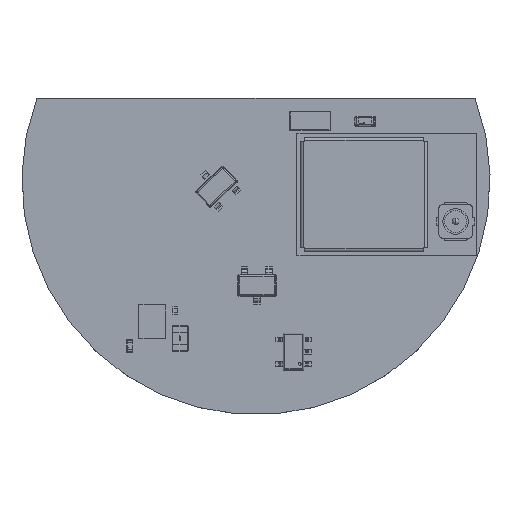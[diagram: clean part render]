
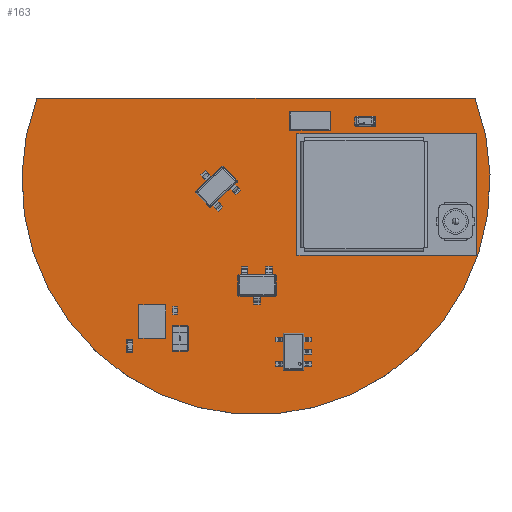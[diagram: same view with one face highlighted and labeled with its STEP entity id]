
A CAD part, top view. The second image highlights one B-rep face of the part: STEP entity #163.
In plain terms, the highlighted planar face has unit normal (0, 0, 1).
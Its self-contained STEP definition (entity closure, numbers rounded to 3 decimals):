
#96 = VERTEX_POINT('',#97);
#97 = CARTESIAN_POINT('',(0.,0.,1.42));
#103 = EDGE_CURVE('',#96,#104,#106,.T.);
#104 = VERTEX_POINT('',#105);
#105 = CARTESIAN_POINT('',(34.25,0.,1.42));
#106 = CIRCLE('',#107,18.3);
#107 = AXIS2_PLACEMENT_3D('',#108,#109,#110);
#108 = CARTESIAN_POINT('',(17.125,-6.452,1.42));
#109 = DIRECTION('',(0.,0.,1.));
#110 = DIRECTION('',(-0.936,0.353,-0.));
#136 = EDGE_CURVE('',#104,#96,#137,.T.);
#137 = LINE('',#138,#139);
#138 = CARTESIAN_POINT('',(34.25,0.,1.42));
#139 = VECTOR('',#140,1.);
#140 = DIRECTION('',(-1.,0.,0.));
#163 = ADVANCED_FACE('',(#164),#168,.T.);
#164 = FACE_BOUND('',#165,.T.);
#165 = EDGE_LOOP('',(#166,#167));
#166 = ORIENTED_EDGE('',*,*,#103,.T.);
#167 = ORIENTED_EDGE('',*,*,#136,.T.);
#168 = PLANE('',#169);
#169 = AXIS2_PLACEMENT_3D('',#170,#171,#172);
#170 = CARTESIAN_POINT('',(17.125,-9.251,1.42));
#171 = DIRECTION('',(0.,0.,1.));
#172 = DIRECTION('',(1.,0.,-0.));
